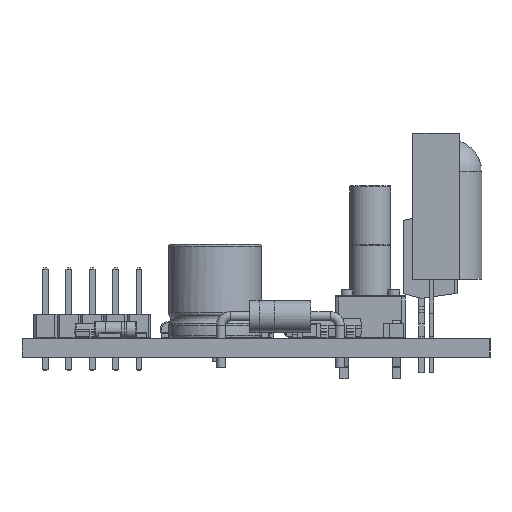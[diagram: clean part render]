
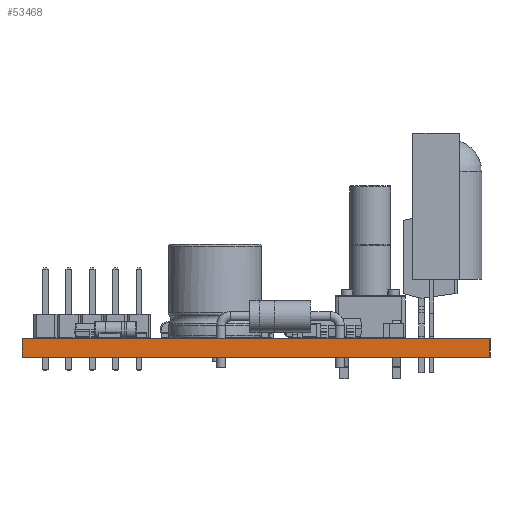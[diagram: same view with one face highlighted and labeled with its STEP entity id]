
A CAD part, left-side view. The second image highlights one B-rep face of the part: STEP entity #53468.
In plain terms, the highlighted planar face has unit normal (-1, 0, 0).
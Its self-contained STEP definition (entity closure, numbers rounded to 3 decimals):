
#53287 = PLANE('',#53288);
#53288 = AXIS2_PLACEMENT_3D('',#53289,#53290,#53291);
#53289 = CARTESIAN_POINT('',(55.,-20.,0.));
#53290 = DIRECTION('',(0.,-1.,0.));
#53291 = DIRECTION('',(-1.,0.,0.));
#53312 = VERTEX_POINT('',#53313);
#53313 = CARTESIAN_POINT('',(-55.,-20.,1.6));
#53327 = PLANE('',#53328);
#53328 = AXIS2_PLACEMENT_3D('',#53329,#53330,#53331);
#53329 = CARTESIAN_POINT('',(0.,0.,1.6));
#53330 = DIRECTION('',(-0.,-0.,-1.));
#53331 = DIRECTION('',(-1.,0.,0.));
#53339 = EDGE_CURVE('',#53340,#53312,#53342,.T.);
#53340 = VERTEX_POINT('',#53341);
#53341 = CARTESIAN_POINT('',(-55.,-20.,0.));
#53342 = SURFACE_CURVE('',#53343,(#53347,#53354),.PCURVE_S1.);
#53343 = LINE('',#53344,#53345);
#53344 = CARTESIAN_POINT('',(-55.,-20.,0.));
#53345 = VECTOR('',#53346,1.);
#53346 = DIRECTION('',(0.,0.,1.));
#53347 = PCURVE('',#53287,#53348);
#53348 = DEFINITIONAL_REPRESENTATION('',(#53349),#53353);
#53349 = LINE('',#53350,#53351);
#53350 = CARTESIAN_POINT('',(110.,0.));
#53351 = VECTOR('',#53352,1.);
#53352 = DIRECTION('',(0.,-1.));
#53353 = ( GEOMETRIC_REPRESENTATION_CONTEXT(2) 
PARAMETRIC_REPRESENTATION_CONTEXT() REPRESENTATION_CONTEXT('2D SPACE',''
  ) );
#53354 = PCURVE('',#53355,#53360);
#53355 = PLANE('',#53356);
#53356 = AXIS2_PLACEMENT_3D('',#53357,#53358,#53359);
#53357 = CARTESIAN_POINT('',(-55.,-20.,0.));
#53358 = DIRECTION('',(-1.,0.,0.));
#53359 = DIRECTION('',(0.,1.,0.));
#53360 = DEFINITIONAL_REPRESENTATION('',(#53361),#53365);
#53361 = LINE('',#53362,#53363);
#53362 = CARTESIAN_POINT('',(0.,0.));
#53363 = VECTOR('',#53364,1.);
#53364 = DIRECTION('',(0.,-1.));
#53365 = ( GEOMETRIC_REPRESENTATION_CONTEXT(2) 
PARAMETRIC_REPRESENTATION_CONTEXT() REPRESENTATION_CONTEXT('2D SPACE',''
  ) );
#53381 = PLANE('',#53382);
#53382 = AXIS2_PLACEMENT_3D('',#53383,#53384,#53385);
#53383 = CARTESIAN_POINT('',(0.,0.,0.));
#53384 = DIRECTION('',(-0.,-0.,-1.));
#53385 = DIRECTION('',(-1.,0.,0.));
#53414 = PLANE('',#53415);
#53415 = AXIS2_PLACEMENT_3D('',#53416,#53417,#53418);
#53416 = CARTESIAN_POINT('',(-55.,20.,0.));
#53417 = DIRECTION('',(0.,1.,0.));
#53418 = DIRECTION('',(1.,0.,0.));
#53468 = ADVANCED_FACE('',(#53469),#53355,.T.);
#53469 = FACE_BOUND('',#53470,.T.);
#53470 = EDGE_LOOP('',(#53471,#53472,#53495,#53518));
#53471 = ORIENTED_EDGE('',*,*,#53339,.T.);
#53472 = ORIENTED_EDGE('',*,*,#53473,.T.);
#53473 = EDGE_CURVE('',#53312,#53474,#53476,.T.);
#53474 = VERTEX_POINT('',#53475);
#53475 = CARTESIAN_POINT('',(-55.,20.,1.6));
#53476 = SURFACE_CURVE('',#53477,(#53481,#53488),.PCURVE_S1.);
#53477 = LINE('',#53478,#53479);
#53478 = CARTESIAN_POINT('',(-55.,-20.,1.6));
#53479 = VECTOR('',#53480,1.);
#53480 = DIRECTION('',(0.,1.,0.));
#53481 = PCURVE('',#53355,#53482);
#53482 = DEFINITIONAL_REPRESENTATION('',(#53483),#53487);
#53483 = LINE('',#53484,#53485);
#53484 = CARTESIAN_POINT('',(0.,-1.6));
#53485 = VECTOR('',#53486,1.);
#53486 = DIRECTION('',(1.,0.));
#53487 = ( GEOMETRIC_REPRESENTATION_CONTEXT(2) 
PARAMETRIC_REPRESENTATION_CONTEXT() REPRESENTATION_CONTEXT('2D SPACE',''
  ) );
#53488 = PCURVE('',#53327,#53489);
#53489 = DEFINITIONAL_REPRESENTATION('',(#53490),#53494);
#53490 = LINE('',#53491,#53492);
#53491 = CARTESIAN_POINT('',(55.,-20.));
#53492 = VECTOR('',#53493,1.);
#53493 = DIRECTION('',(0.,1.));
#53494 = ( GEOMETRIC_REPRESENTATION_CONTEXT(2) 
PARAMETRIC_REPRESENTATION_CONTEXT() REPRESENTATION_CONTEXT('2D SPACE',''
  ) );
#53495 = ORIENTED_EDGE('',*,*,#53496,.F.);
#53496 = EDGE_CURVE('',#53497,#53474,#53499,.T.);
#53497 = VERTEX_POINT('',#53498);
#53498 = CARTESIAN_POINT('',(-55.,20.,0.));
#53499 = SURFACE_CURVE('',#53500,(#53504,#53511),.PCURVE_S1.);
#53500 = LINE('',#53501,#53502);
#53501 = CARTESIAN_POINT('',(-55.,20.,0.));
#53502 = VECTOR('',#53503,1.);
#53503 = DIRECTION('',(0.,0.,1.));
#53504 = PCURVE('',#53355,#53505);
#53505 = DEFINITIONAL_REPRESENTATION('',(#53506),#53510);
#53506 = LINE('',#53507,#53508);
#53507 = CARTESIAN_POINT('',(40.,0.));
#53508 = VECTOR('',#53509,1.);
#53509 = DIRECTION('',(0.,-1.));
#53510 = ( GEOMETRIC_REPRESENTATION_CONTEXT(2) 
PARAMETRIC_REPRESENTATION_CONTEXT() REPRESENTATION_CONTEXT('2D SPACE',''
  ) );
#53511 = PCURVE('',#53414,#53512);
#53512 = DEFINITIONAL_REPRESENTATION('',(#53513),#53517);
#53513 = LINE('',#53514,#53515);
#53514 = CARTESIAN_POINT('',(0.,0.));
#53515 = VECTOR('',#53516,1.);
#53516 = DIRECTION('',(0.,-1.));
#53517 = ( GEOMETRIC_REPRESENTATION_CONTEXT(2) 
PARAMETRIC_REPRESENTATION_CONTEXT() REPRESENTATION_CONTEXT('2D SPACE',''
  ) );
#53518 = ORIENTED_EDGE('',*,*,#53519,.F.);
#53519 = EDGE_CURVE('',#53340,#53497,#53520,.T.);
#53520 = SURFACE_CURVE('',#53521,(#53525,#53532),.PCURVE_S1.);
#53521 = LINE('',#53522,#53523);
#53522 = CARTESIAN_POINT('',(-55.,-20.,0.));
#53523 = VECTOR('',#53524,1.);
#53524 = DIRECTION('',(0.,1.,0.));
#53525 = PCURVE('',#53355,#53526);
#53526 = DEFINITIONAL_REPRESENTATION('',(#53527),#53531);
#53527 = LINE('',#53528,#53529);
#53528 = CARTESIAN_POINT('',(0.,0.));
#53529 = VECTOR('',#53530,1.);
#53530 = DIRECTION('',(1.,0.));
#53531 = ( GEOMETRIC_REPRESENTATION_CONTEXT(2) 
PARAMETRIC_REPRESENTATION_CONTEXT() REPRESENTATION_CONTEXT('2D SPACE',''
  ) );
#53532 = PCURVE('',#53381,#53533);
#53533 = DEFINITIONAL_REPRESENTATION('',(#53534),#53538);
#53534 = LINE('',#53535,#53536);
#53535 = CARTESIAN_POINT('',(55.,-20.));
#53536 = VECTOR('',#53537,1.);
#53537 = DIRECTION('',(0.,1.));
#53538 = ( GEOMETRIC_REPRESENTATION_CONTEXT(2) 
PARAMETRIC_REPRESENTATION_CONTEXT() REPRESENTATION_CONTEXT('2D SPACE',''
  ) );
